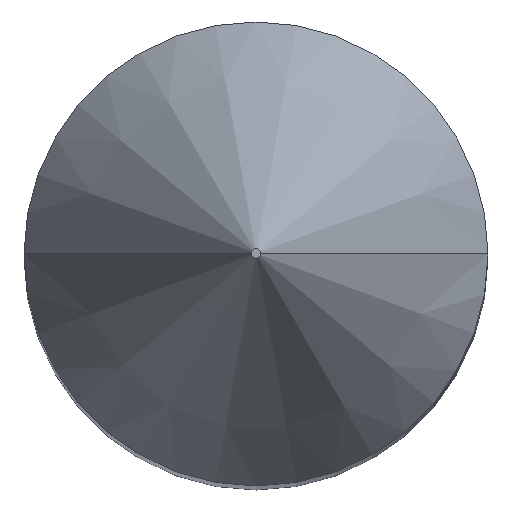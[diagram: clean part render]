
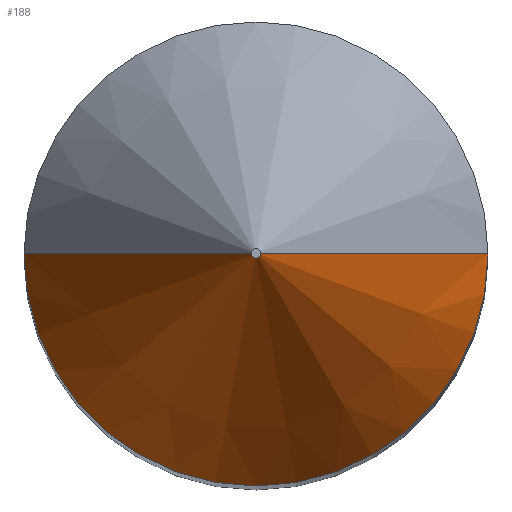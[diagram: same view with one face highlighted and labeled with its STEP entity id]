
A CAD part, top view. The second image highlights one B-rep face of the part: STEP entity #188.
In plain terms, the highlighted conical face has half-angle 30 degrees and reference radius 0.102 mm.
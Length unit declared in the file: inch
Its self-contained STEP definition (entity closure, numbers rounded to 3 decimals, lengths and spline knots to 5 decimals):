
#5 = DIRECTION ( 'NONE',  ( 1., 0., 0. ) ) ;
#12 = AXIS2_PLACEMENT_3D ( 'NONE', #218, #238, #5 ) ;
#18 = EDGE_CURVE ( 'NONE', #241, #79, #61, .T. ) ;
#24 = CIRCLE ( 'NONE', #246, 0.1875 ) ;
#30 = EDGE_CURVE ( 'NONE', #79, #138, #245, .T. ) ;
#33 = CARTESIAN_POINT ( 'NONE',  ( 0., 0., 2.18217 ) ) ;
#36 = CARTESIAN_POINT ( 'NONE',  ( -0.004, 0., 2.5 ) ) ;
#40 = CARTESIAN_POINT ( 'NONE',  ( -0.004, 0., 2.5 ) ) ;
#45 = DIRECTION ( 'NONE',  ( 0., 0., -1. ) ) ;
#55 = CONICAL_SURFACE ( 'NONE', #12, 0.004, 0.524 ) ;
#59 = EDGE_LOOP ( 'NONE', ( #211, #155, #142, #139 ) ) ;
#61 = CIRCLE ( 'NONE', #233, 0.004 ) ;
#62 = CARTESIAN_POINT ( 'NONE',  ( 0., 0., 2.5 ) ) ;
#73 = EDGE_CURVE ( 'NONE', #158, #138, #24, .T. ) ;
#79 = VERTEX_POINT ( 'NONE', #36 ) ;
#84 = DIRECTION ( 'NONE',  ( -0.5, 0., -0.866 ) ) ;
#86 = EDGE_CURVE ( 'NONE', #241, #158, #141, .T. ) ;
#89 = DIRECTION ( 'NONE',  ( 0.5, 0., -0.866 ) ) ;
#101 = FACE_OUTER_BOUND ( 'NONE', #59, .T. ) ;
#105 = CARTESIAN_POINT ( 'NONE',  ( 0.004, 0., 2.5 ) ) ;
#111 = DIRECTION ( 'NONE',  ( 0., 0., -1. ) ) ;
#131 = CARTESIAN_POINT ( 'NONE',  ( 0.1875, 0., 2.18217 ) ) ;
#138 = VERTEX_POINT ( 'NONE', #150 ) ;
#139 = ORIENTED_EDGE ( 'NONE', *, *, #86, .F. ) ;
#141 = LINE ( 'NONE', #231, #227 ) ;
#142 = ORIENTED_EDGE ( 'NONE', *, *, #73, .F. ) ;
#149 = VECTOR ( 'NONE', #84, 39.37008 ) ;
#150 = CARTESIAN_POINT ( 'NONE',  ( -0.1875, 0., 2.18217 ) ) ;
#155 = ORIENTED_EDGE ( 'NONE', *, *, #30, .T. ) ;
#158 = VERTEX_POINT ( 'NONE', #131 ) ;
#188 = ADVANCED_FACE ( 'NONE', ( #101 ), #55, .T. ) ;
#198 = DIRECTION ( 'NONE',  ( -1., 0., 0. ) ) ;
#211 = ORIENTED_EDGE ( 'NONE', *, *, #18, .T. ) ;
#218 = CARTESIAN_POINT ( 'NONE',  ( 0., 0., 2.5 ) ) ;
#226 = DIRECTION ( 'NONE',  ( -1., 0., 0. ) ) ;
#227 = VECTOR ( 'NONE', #89, 39.37008 ) ;
#231 = CARTESIAN_POINT ( 'NONE',  ( 0.004, 0., 2.5 ) ) ;
#233 = AXIS2_PLACEMENT_3D ( 'NONE', #62, #111, #198 ) ;
#238 = DIRECTION ( 'NONE',  ( 0., 0., -1. ) ) ;
#241 = VERTEX_POINT ( 'NONE', #105 ) ;
#245 = LINE ( 'NONE', #40, #149 ) ;
#246 = AXIS2_PLACEMENT_3D ( 'NONE', #33, #45, #226 ) ;
